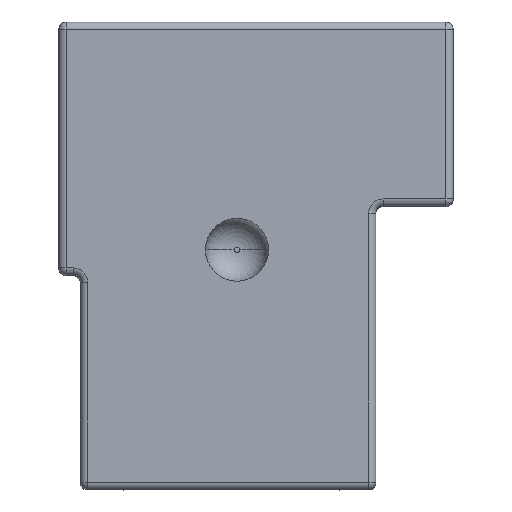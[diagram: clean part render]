
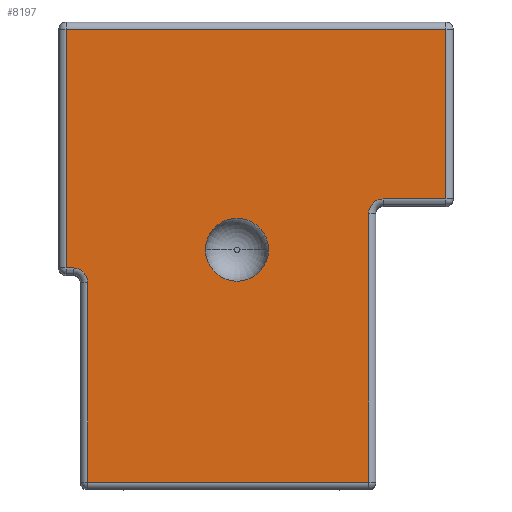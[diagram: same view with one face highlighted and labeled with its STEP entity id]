
A CAD part, top view. The second image highlights one B-rep face of the part: STEP entity #8197.
In plain terms, the highlighted planar face has unit normal (0, 0, 1).
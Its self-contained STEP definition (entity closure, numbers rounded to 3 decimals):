
#29 = EDGE_CURVE ( 'NONE', #2598, #13981, #10761, .T. ) ;
#62 = LINE ( 'NONE', #962, #544 ) ;
#544 = VECTOR ( 'NONE', #3797, 1000. ) ;
#591 = EDGE_CURVE ( 'NONE', #6587, #6089, #14422, .T. ) ;
#962 = CARTESIAN_POINT ( 'NONE',  ( -5.88, -32.01, 19.97 ) ) ;
#1048 = CARTESIAN_POINT ( 'NONE',  ( -5.88, -32.01, 19.97 ) ) ;
#1122 = EDGE_CURVE ( 'NONE', #11547, #2598, #62, .T. ) ;
#1123 = CARTESIAN_POINT ( 'NONE',  ( -15.036, -15.834, 19.97 ) ) ;
#1147 = VERTEX_POINT ( 'NONE', #7454 ) ;
#1185 = FACE_OUTER_BOUND ( 'NONE', #3416, .T. ) ;
#1264 = DIRECTION ( 'NONE',  ( 1., 0., 0. ) ) ;
#1783 = ORIENTED_EDGE ( 'NONE', *, *, #11371, .T. ) ;
#1861 = CARTESIAN_POINT ( 'NONE',  ( -5.88, -13.3, 19.97 ) ) ;
#1888 = CIRCLE ( 'NONE', #10997, 1. ) ;
#2010 = VERTEX_POINT ( 'NONE', #10266 ) ;
#2328 = CARTESIAN_POINT ( 'NONE',  ( 0., 0., 19.97 ) ) ;
#2370 = CARTESIAN_POINT ( 'NONE',  ( -4.88, -12.3, 19.97 ) ) ;
#2490 = PLANE ( 'NONE',  #8508 ) ;
#2598 = VERTEX_POINT ( 'NONE', #1048 ) ;
#2943 = CARTESIAN_POINT ( 'NONE',  ( -26.43, -17.1, 19.97 ) ) ;
#3002 = CARTESIAN_POINT ( 'NONE',  ( -4.88, -13.3, 19.97 ) ) ;
#3038 = CIRCLE ( 'NONE', #4352, 1. ) ;
#3322 = FACE_BOUND ( 'NONE', #7541, .T. ) ;
#3393 = VECTOR ( 'NONE', #4187, 1000. ) ;
#3416 = EDGE_LOOP ( 'NONE', ( #15296, #8745, #1783, #10103, #5244, #4894, #5057, #7452, #4895, #12316 ) ) ;
#3730 = VECTOR ( 'NONE', #13764, 1000. ) ;
#3797 = DIRECTION ( 'NONE',  ( 1., 0., 0. ) ) ;
#3910 = EDGE_CURVE ( 'NONE', #10250, #11547, #4616, .T. ) ;
#3964 = CIRCLE ( 'NONE', #13018, 2.19 ) ;
#4187 = DIRECTION ( 'NONE',  ( 1., 0., 0. ) ) ;
#4205 = EDGE_CURVE ( 'NONE', #2010, #12925, #12762, .T. ) ;
#4352 = AXIS2_PLACEMENT_3D ( 'NONE', #3002, #15263, #5515 ) ;
#4537 = VECTOR ( 'NONE', #5762, 1000. ) ;
#4574 = EDGE_CURVE ( 'NONE', #6089, #14664, #8423, .T. ) ;
#4616 = LINE ( 'NONE', #15477, #10225 ) ;
#4873 = DIRECTION ( 'NONE',  ( 1., 0., 0. ) ) ;
#4894 = ORIENTED_EDGE ( 'NONE', *, *, #12335, .T. ) ;
#4895 = ORIENTED_EDGE ( 'NONE', *, *, #29, .T. ) ;
#5018 = DIRECTION ( 'NONE',  ( 0., 0., 1. ) ) ;
#5044 = AXIS2_PLACEMENT_3D ( 'NONE', #6439, #5386, #14081 ) ;
#5057 = ORIENTED_EDGE ( 'NONE', *, *, #3910, .T. ) ;
#5231 = CARTESIAN_POINT ( 'NONE',  ( -26.93, -17.1, 19.97 ) ) ;
#5244 = ORIENTED_EDGE ( 'NONE', *, *, #4205, .T. ) ;
#5386 = DIRECTION ( 'NONE',  ( 0., 0., 1. ) ) ;
#5515 = DIRECTION ( 'NONE',  ( 1., 0., 0. ) ) ;
#5569 = CARTESIAN_POINT ( 'NONE',  ( -0.5, -12.3, 19.97 ) ) ;
#5629 = ORIENTED_EDGE ( 'NONE', *, *, #12933, .F. ) ;
#5762 = DIRECTION ( 'NONE',  ( 0., 1., 0. ) ) ;
#6089 = VERTEX_POINT ( 'NONE', #14859 ) ;
#6282 = CARTESIAN_POINT ( 'NONE',  ( -26.43, -17.1, 19.97 ) ) ;
#6380 = EDGE_CURVE ( 'NONE', #1147, #7803, #3964, .T. ) ;
#6439 = CARTESIAN_POINT ( 'NONE',  ( -15.036, -15.834, 19.97 ) ) ;
#6587 = VERTEX_POINT ( 'NONE', #2370 ) ;
#6799 = DIRECTION ( 'NONE',  ( 0., 0., -1. ) ) ;
#7452 = ORIENTED_EDGE ( 'NONE', *, *, #1122, .T. ) ;
#7454 = CARTESIAN_POINT ( 'NONE',  ( -17.226, -15.834, 19.97 ) ) ;
#7519 = DIRECTION ( 'NONE',  ( 1., 0., 0. ) ) ;
#7541 = EDGE_LOOP ( 'NONE', ( #5629, #11254 ) ) ;
#7736 = CARTESIAN_POINT ( 'NONE',  ( -25.43, -32.01, 19.97 ) ) ;
#7803 = VERTEX_POINT ( 'NONE', #15432 ) ;
#8197 = ADVANCED_FACE ( 'NONE', ( #3322, #1185 ), #2490, .T. ) ;
#8423 = LINE ( 'NONE', #13428, #15067 ) ;
#8508 = AXIS2_PLACEMENT_3D ( 'NONE', #2328, #5018, #1264 ) ;
#8745 = ORIENTED_EDGE ( 'NONE', *, *, #4574, .T. ) ;
#9507 = EDGE_CURVE ( 'NONE', #13607, #2010, #11573, .T. ) ;
#9636 = CARTESIAN_POINT ( 'NONE',  ( -26.93, -0.5, 19.97 ) ) ;
#10103 = ORIENTED_EDGE ( 'NONE', *, *, #9507, .T. ) ;
#10225 = VECTOR ( 'NONE', #13034, 1000. ) ;
#10250 = VERTEX_POINT ( 'NONE', #15216 ) ;
#10266 = CARTESIAN_POINT ( 'NONE',  ( -26.93, -17.1, 19.97 ) ) ;
#10739 = VECTOR ( 'NONE', #7519, 1000. ) ;
#10761 = LINE ( 'NONE', #1861, #4537 ) ;
#10829 = DIRECTION ( 'NONE',  ( 1., 0., 0. ) ) ;
#10997 = AXIS2_PLACEMENT_3D ( 'NONE', #11774, #6799, #10829 ) ;
#11074 = CARTESIAN_POINT ( 'NONE',  ( -5.88, -13.3, 19.97 ) ) ;
#11090 = DIRECTION ( 'NONE',  ( 0., 1., 0. ) ) ;
#11254 = ORIENTED_EDGE ( 'NONE', *, *, #6380, .F. ) ;
#11371 = EDGE_CURVE ( 'NONE', #14664, #13607, #13238, .T. ) ;
#11547 = VERTEX_POINT ( 'NONE', #7736 ) ;
#11573 = LINE ( 'NONE', #5231, #3730 ) ;
#11774 = CARTESIAN_POINT ( 'NONE',  ( -26.43, -18.1, 19.97 ) ) ;
#11818 = CARTESIAN_POINT ( 'NONE',  ( -0.5, -0.5, 19.97 ) ) ;
#12316 = ORIENTED_EDGE ( 'NONE', *, *, #14080, .T. ) ;
#12335 = EDGE_CURVE ( 'NONE', #12925, #10250, #1888, .T. ) ;
#12762 = LINE ( 'NONE', #6282, #10739 ) ;
#12925 = VERTEX_POINT ( 'NONE', #2943 ) ;
#12933 = EDGE_CURVE ( 'NONE', #7803, #1147, #14640, .T. ) ;
#12936 = CARTESIAN_POINT ( 'NONE',  ( -26.93, -0.5, 19.97 ) ) ;
#13018 = AXIS2_PLACEMENT_3D ( 'NONE', #1123, #16048, #4873 ) ;
#13034 = DIRECTION ( 'NONE',  ( 0., -1., 0. ) ) ;
#13238 = LINE ( 'NONE', #9636, #15892 ) ;
#13428 = CARTESIAN_POINT ( 'NONE',  ( -0.5, -0.5, 19.97 ) ) ;
#13607 = VERTEX_POINT ( 'NONE', #12936 ) ;
#13764 = DIRECTION ( 'NONE',  ( 0., -1., 0. ) ) ;
#13981 = VERTEX_POINT ( 'NONE', #11074 ) ;
#14080 = EDGE_CURVE ( 'NONE', #13981, #6587, #3038, .T. ) ;
#14081 = DIRECTION ( 'NONE',  ( 1., 0., 0. ) ) ;
#14422 = LINE ( 'NONE', #5569, #3393 ) ;
#14479 = DIRECTION ( 'NONE',  ( -1., 0., 0. ) ) ;
#14640 = CIRCLE ( 'NONE', #5044, 2.19 ) ;
#14664 = VERTEX_POINT ( 'NONE', #11818 ) ;
#14859 = CARTESIAN_POINT ( 'NONE',  ( -0.5, -12.3, 19.97 ) ) ;
#15067 = VECTOR ( 'NONE', #11090, 1000. ) ;
#15216 = CARTESIAN_POINT ( 'NONE',  ( -25.43, -18.1, 19.97 ) ) ;
#15263 = DIRECTION ( 'NONE',  ( 0., 0., -1. ) ) ;
#15296 = ORIENTED_EDGE ( 'NONE', *, *, #591, .T. ) ;
#15432 = CARTESIAN_POINT ( 'NONE',  ( -12.846, -15.834, 19.97 ) ) ;
#15477 = CARTESIAN_POINT ( 'NONE',  ( -25.43, -32.01, 19.97 ) ) ;
#15892 = VECTOR ( 'NONE', #14479, 1000. ) ;
#16048 = DIRECTION ( 'NONE',  ( 0., 0., 1. ) ) ;
